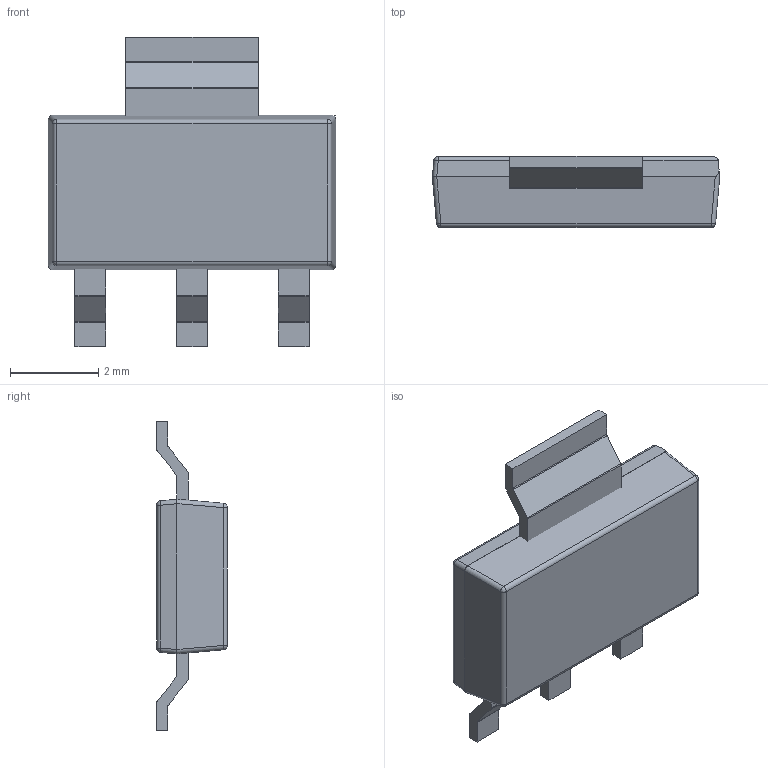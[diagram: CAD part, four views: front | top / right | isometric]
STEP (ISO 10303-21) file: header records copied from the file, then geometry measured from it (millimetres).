
FILE_DESCRIPTION(/* description */ ('Unknown'),/* implementation_level */ '2;1');
FILE_NAME(/* name */ 'SOT-223 STP',/* time_stamp */ '2017-12-01T15:24:36+08:00',/* author */ ('Unknown'),/* organization */ ('Unknown'),/* preprocessor_version */ 'ST-DEVELOPER v16.7',/* originating_system */ 'DEX',/* authorisation */ $);
FILE_SCHEMA (('AUTOMOTIVE_DESIGN {1 0 10303 214 3 1 1}'));
Length unit declared in the file: millimetre
Products named in the file (3): SOT-223 STP; SOT223-LF; SOT223-compound
Assembly tree (2 placements, depth 2):
  SOT-223 STP
    SOT223-LF
    SOT223-compound
Bounding box: 6.5 x 1.6 x 7 mm (x, y, z)
Volume: 37.7 mm3; surface area: 100.5 mm2
Topology: 5 solids, 5 shells, 94 faces, 225 edges, 141 vertices
Faces by surface type: plane 51, cylinder 36, sphere 7
Entity records: 2795 total; most frequent: DIRECTION 490, CARTESIAN_POINT 463, ORIENTED_EDGE 450, EDGE_CURVE 225, AXIS2_PLACEMENT_3D 168, LINE 154, VECTOR 154, VERTEX_POINT 141
